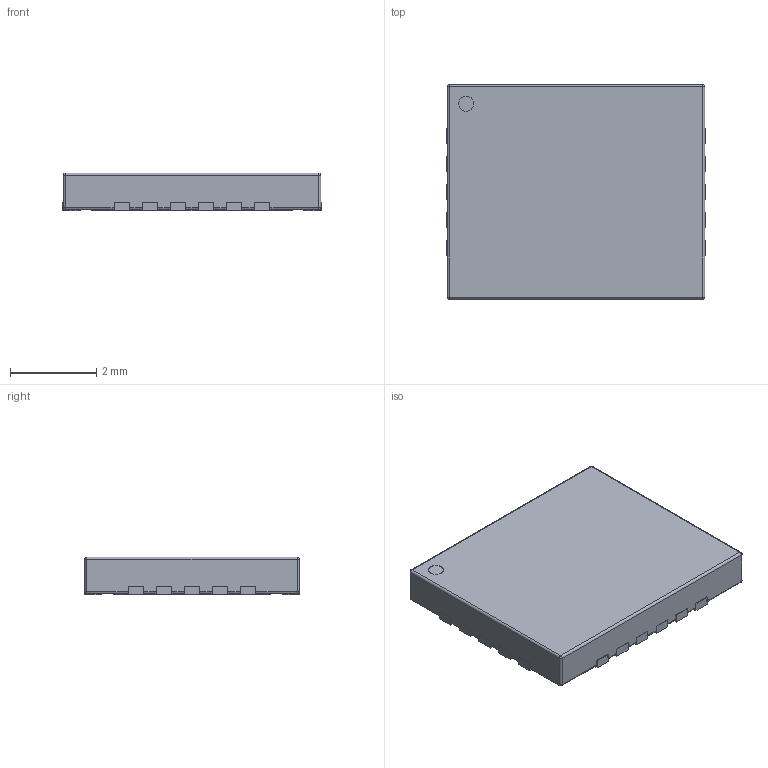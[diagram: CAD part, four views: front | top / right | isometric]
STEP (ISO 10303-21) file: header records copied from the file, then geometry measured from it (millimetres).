
FILE_DESCRIPTION(('FreeCAD Model'),'2;1');
FILE_NAME('QFN22_50x60_5x6_epad_365x465_p065mm.step','2016-06-07T12:13:57',('Author'),(''), 'Open CASCADE STEP processor 6.8','FreeCAD','Unknown');
FILE_SCHEMA(('AUTOMOTIVE_DESIGN_CC2 { 1 2 10303 214 -1 1 5 4 }'));
Length unit declared in the file: millimetre
Products named in the file (2): ASSEMBLY; QFN22_50x60_5x6_epad_365x465_p065mm
Assembly tree (1 placements, depth 2):
  ASSEMBLY
    QFN22_50x60_5x6_epad_365x465_p065mm
Bounding box: 6 x 5 x 0.88 mm (x, y, z)
Volume: 25.7 mm3; surface area: 78.9 mm2
Topology: 1 solids, 1 shells, 188 faces, 536 edges, 344 vertices
Faces by surface type: plane 123, cylinder 57, sphere 8
Full cylindrical faces by diameter (mm): 0.35 x1
Entity records: 14277 total; most frequent: CARTESIAN_POINT 2661, DIRECTION 1865, LINE 1233, VECTOR 1233, ORIENTED_EDGE 1056, PCURVE 1056, DEFINITIONAL_REPRESENTATION 1056, EDGE_CURVE 528
